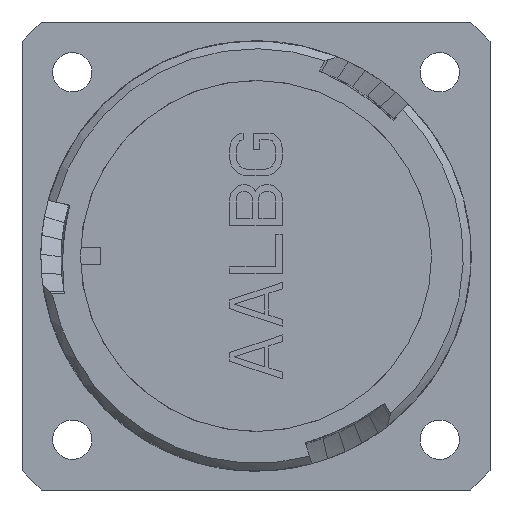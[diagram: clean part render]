
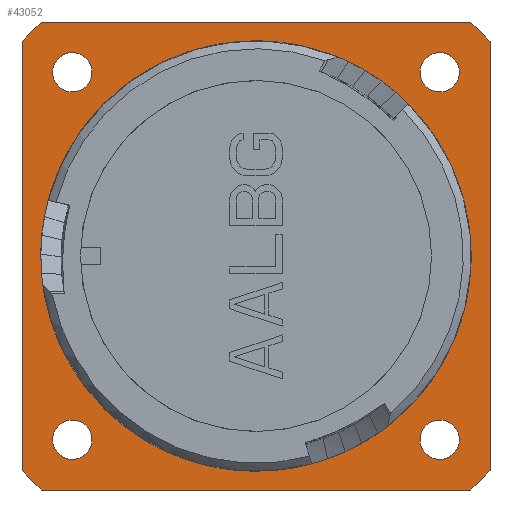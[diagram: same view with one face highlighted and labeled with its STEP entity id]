
A CAD part, left-side view. The second image highlights one B-rep face of the part: STEP entity #43052.
In plain terms, the highlighted planar face has unit normal (-1, 0, 0).
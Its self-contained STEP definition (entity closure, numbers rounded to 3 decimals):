
#600=CARTESIAN_POINT('',(23.05,0.,0.));
#601=DIRECTION('',(1.,0.,0.));
#602=DIRECTION('',(0.,1.,0.));
#603=AXIS2_PLACEMENT_3D('',#600,#601,#602);
#1611=CARTESIAN_POINT('',(23.05,0.,0.));
#1612=DIRECTION('',(-1.,0.,0.));
#1613=DIRECTION('',(0.,1.,0.));
#1614=AXIS2_PLACEMENT_3D('',#1611,#1612,#1613);
#2950=DIRECTION('',(0.,0.,1.));
#2951=VECTOR('',#2950,40.776);
#2952=CARTESIAN_POINT('',(23.05,22.225,-20.388));
#2953=LINE('3743',#2952,#2951);
#2954=CARTESIAN_POINT('',(23.05,0.,0.));
#2955=DIRECTION('',(1.,0.,0.));
#2956=DIRECTION('',(0.,0.737,0.676));
#2957=AXIS2_PLACEMENT_3D('',#2954,#2955,#2956);
#2959=DIRECTION('',(0.,-1.,0.));
#2960=VECTOR('',#2959,40.776);
#2961=CARTESIAN_POINT('',(23.05,20.388,22.225));
#2962=LINE('3124',#2961,#2960);
#2963=CARTESIAN_POINT('',(23.05,0.,0.));
#2964=DIRECTION('',(1.,0.,0.));
#2965=DIRECTION('',(0.,-0.676,0.737));
#2966=AXIS2_PLACEMENT_3D('',#2963,#2964,#2965);
#2968=DIRECTION('',(0.,0.,-1.));
#2969=VECTOR('',#2968,40.776);
#2970=CARTESIAN_POINT('',(23.05,-22.225,20.388));
#2971=LINE('3123',#2970,#2969);
#2972=CARTESIAN_POINT('',(23.05,0.,0.));
#2973=DIRECTION('',(-1.,0.,0.));
#2974=DIRECTION('',(0.,-0.676,-0.737));
#2975=AXIS2_PLACEMENT_3D('',#2972,#2973,#2974);
#2977=DIRECTION('',(0.,1.,0.));
#2978=VECTOR('',#2977,40.776);
#2979=CARTESIAN_POINT('',(23.05,-20.388,-22.225));
#2980=LINE('3122',#2979,#2978);
#2981=CARTESIAN_POINT('',(23.05,0.,0.));
#2982=DIRECTION('',(-1.,0.,0.));
#2983=DIRECTION('',(0.,0.737,-0.676));
#2984=AXIS2_PLACEMENT_3D('',#2981,#2982,#2983);
#2986=CARTESIAN_POINT('',(23.05,17.45,-17.45));
#2987=DIRECTION('',(1.,0.,0.));
#2988=DIRECTION('',(0.,0.,-1.));
#2989=AXIS2_PLACEMENT_3D('',#2986,#2987,#2988);
#2991=CARTESIAN_POINT('',(23.05,17.45,-17.45));
#2992=DIRECTION('',(1.,0.,0.));
#2993=DIRECTION('',(0.,0.,1.));
#2994=AXIS2_PLACEMENT_3D('',#2991,#2992,#2993);
#2996=CARTESIAN_POINT('',(23.05,17.45,17.45));
#2997=DIRECTION('',(1.,0.,0.));
#2998=DIRECTION('',(0.,0.,-1.));
#2999=AXIS2_PLACEMENT_3D('',#2996,#2997,#2998);
#3001=CARTESIAN_POINT('',(23.05,17.45,17.45));
#3002=DIRECTION('',(1.,0.,0.));
#3003=DIRECTION('',(0.,0.,1.));
#3004=AXIS2_PLACEMENT_3D('',#3001,#3002,#3003);
#3006=CARTESIAN_POINT('',(23.05,-17.45,17.45));
#3007=DIRECTION('',(1.,0.,0.));
#3008=DIRECTION('',(0.,0.,-1.));
#3009=AXIS2_PLACEMENT_3D('',#3006,#3007,#3008);
#3011=CARTESIAN_POINT('',(23.05,-17.45,17.45));
#3012=DIRECTION('',(1.,0.,0.));
#3013=DIRECTION('',(0.,0.,1.));
#3014=AXIS2_PLACEMENT_3D('',#3011,#3012,#3013);
#3016=CARTESIAN_POINT('',(23.05,-17.45,-17.45));
#3017=DIRECTION('',(1.,0.,0.));
#3018=DIRECTION('',(0.,0.,-1.));
#3019=AXIS2_PLACEMENT_3D('',#3016,#3017,#3018);
#3021=CARTESIAN_POINT('',(23.05,-17.45,-17.45));
#3022=DIRECTION('',(1.,0.,0.));
#3023=DIRECTION('',(0.,0.,1.));
#3024=AXIS2_PLACEMENT_3D('',#3021,#3022,#3023);
#31479=CARTESIAN_POINT('',(23.05,20.435,0.));
#31480=CARTESIAN_POINT('',(23.05,-20.435,0.));
#31481=VERTEX_POINT('',#31479);
#31482=VERTEX_POINT('',#31480);
#31495=CARTESIAN_POINT('',(23.05,-20.388,-22.225));
#31496=CARTESIAN_POINT('',(23.05,20.388,-22.225));
#31497=VERTEX_POINT('',#31495);
#31498=VERTEX_POINT('',#31496);
#31499=CARTESIAN_POINT('',(23.05,-22.225,20.388));
#31500=CARTESIAN_POINT('',(23.05,-22.225,-20.388));
#31501=VERTEX_POINT('',#31499);
#31502=VERTEX_POINT('',#31500);
#31503=CARTESIAN_POINT('',(23.05,20.388,22.225));
#31504=CARTESIAN_POINT('',(23.05,-20.388,22.225));
#31505=VERTEX_POINT('',#31503);
#31506=VERTEX_POINT('',#31504);
#31630=CARTESIAN_POINT('',(23.05,17.45,-19.315));
#31631=CARTESIAN_POINT('',(23.05,17.45,-15.585));
#31632=VERTEX_POINT('',#31630);
#31633=VERTEX_POINT('',#31631);
#31634=CARTESIAN_POINT('',(23.05,17.45,15.585));
#31635=CARTESIAN_POINT('',(23.05,17.45,19.315));
#31636=VERTEX_POINT('',#31634);
#31637=VERTEX_POINT('',#31635);
#31638=CARTESIAN_POINT('',(23.05,-17.45,15.585));
#31639=CARTESIAN_POINT('',(23.05,-17.45,19.315));
#31640=VERTEX_POINT('',#31638);
#31641=VERTEX_POINT('',#31639);
#31642=CARTESIAN_POINT('',(23.05,-17.45,-19.315));
#31643=CARTESIAN_POINT('',(23.05,-17.45,-15.585));
#31644=VERTEX_POINT('',#31642);
#31645=VERTEX_POINT('',#31643);
#31646=CARTESIAN_POINT('',(23.05,22.225,20.388));
#31648=VERTEX_POINT('',#31646);
#31650=CARTESIAN_POINT('',(23.05,22.225,-20.388));
#31652=VERTEX_POINT('',#31650);
#43001=CARTESIAN_POINT('',(23.05,0.,0.));
#43002=DIRECTION('',(1.,0.,0.));
#43003=DIRECTION('',(0.,-1.,0.));
#43004=AXIS2_PLACEMENT_3D('',#43001,#43002,#43003);
#43005=PLANE('249',#43004);
#43007=ORIENTED_EDGE('3743',*,*,#43006,.T.);
#43009=ORIENTED_EDGE('3273',*,*,#43008,.T.);
#43011=ORIENTED_EDGE('3124',*,*,#43010,.T.);
#43013=ORIENTED_EDGE('3274',*,*,#43012,.T.);
#43015=ORIENTED_EDGE('3123',*,*,#43014,.T.);
#43017=ORIENTED_EDGE('3278',*,*,#43016,.F.);
#43019=ORIENTED_EDGE('3122',*,*,#43018,.T.);
#43021=ORIENTED_EDGE('3277',*,*,#43020,.F.);
#43022=EDGE_LOOP('249',(#43007,#43009,#43011,#43013,#43015,#43017,#43019,
#43021));
#43023=FACE_OUTER_BOUND('249',#43022,.F.);
#43024=ORIENTED_EDGE('3118',*,*,#39891,.T.);
#43025=ORIENTED_EDGE('3117',*,*,#37568,.F.);
#43026=EDGE_LOOP('249',(#43024,#43025));
#43027=FACE_BOUND('249',#43026,.F.);
#43029=ORIENTED_EDGE('3245',*,*,#43028,.F.);
#43031=ORIENTED_EDGE('3246',*,*,#43030,.F.);
#43032=EDGE_LOOP('249',(#43029,#43031));
#43033=FACE_BOUND('249',#43032,.F.);
#43035=ORIENTED_EDGE('3247',*,*,#43034,.F.);
#43037=ORIENTED_EDGE('3248',*,*,#43036,.F.);
#43038=EDGE_LOOP('249',(#43035,#43037));
#43039=FACE_BOUND('249',#43038,.F.);
#43041=ORIENTED_EDGE('3249',*,*,#43040,.F.);
#43043=ORIENTED_EDGE('3250',*,*,#43042,.F.);
#43044=EDGE_LOOP('249',(#43041,#43043));
#43045=FACE_BOUND('249',#43044,.F.);
#43047=ORIENTED_EDGE('3251',*,*,#43046,.F.);
#43049=ORIENTED_EDGE('3252',*,*,#43048,.F.);
#43050=EDGE_LOOP('249',(#43047,#43049));
#43051=FACE_BOUND('249',#43050,.F.);
#604=CIRCLE('3117',#603,20.435);
#1615=CIRCLE('3118',#1614,20.435);
#2958=CIRCLE('3273',#2957,30.16);
#2967=CIRCLE('3274',#2966,30.16);
#2976=CIRCLE('3278',#2975,30.16);
#2985=CIRCLE('3277',#2984,30.16);
#2990=CIRCLE('3245',#2989,1.865);
#2995=CIRCLE('3246',#2994,1.865);
#3000=CIRCLE('3247',#2999,1.865);
#3005=CIRCLE('3248',#3004,1.865);
#3010=CIRCLE('3249',#3009,1.865);
#3015=CIRCLE('3250',#3014,1.865);
#3020=CIRCLE('3251',#3019,1.865);
#3025=CIRCLE('3252',#3024,1.865);
#37568=EDGE_CURVE('3117',#31481,#31482,#604,.T.);
#39891=EDGE_CURVE('3118',#31481,#31482,#1615,.T.);
#43006=EDGE_CURVE('3743',#31652,#31648,#2953,.T.);
#43008=EDGE_CURVE('3273',#31648,#31505,#2958,.T.);
#43010=EDGE_CURVE('3124',#31505,#31506,#2962,.T.);
#43012=EDGE_CURVE('3274',#31506,#31501,#2967,.T.);
#43014=EDGE_CURVE('3123',#31501,#31502,#2971,.T.);
#43016=EDGE_CURVE('3278',#31497,#31502,#2976,.T.);
#43018=EDGE_CURVE('3122',#31497,#31498,#2980,.T.);
#43020=EDGE_CURVE('3277',#31652,#31498,#2985,.T.);
#43028=EDGE_CURVE('3245',#31632,#31633,#2990,.T.);
#43030=EDGE_CURVE('3246',#31633,#31632,#2995,.T.);
#43034=EDGE_CURVE('3247',#31636,#31637,#3000,.T.);
#43036=EDGE_CURVE('3248',#31637,#31636,#3005,.T.);
#43040=EDGE_CURVE('3249',#31640,#31641,#3010,.T.);
#43042=EDGE_CURVE('3250',#31641,#31640,#3015,.T.);
#43046=EDGE_CURVE('3251',#31644,#31645,#3020,.T.);
#43048=EDGE_CURVE('3252',#31645,#31644,#3025,.T.);
#43052=ADVANCED_FACE('249',(#43023,#43027,#43033,#43039,#43045,#43051),#43005,
.F.);
